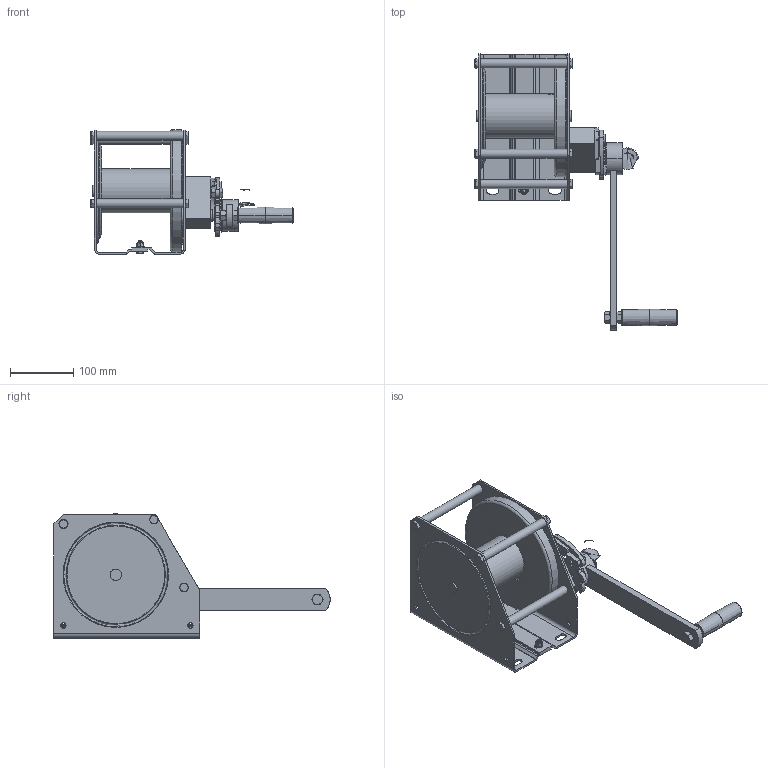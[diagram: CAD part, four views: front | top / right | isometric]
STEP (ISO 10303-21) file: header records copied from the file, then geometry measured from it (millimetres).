
FILE_DESCRIPTION(('STEP AP214'),'1');
FILE_NAME('PMH Vinsch BV650.stp','2013-06-19T14:34:50',(' '),(' '),'Spatial InterOp 3D',' ',' ');
FILE_SCHEMA(('automotive_design'));
Length unit declared in the file: millimetre
Products named in the file (209): PMH Vinsch BV650; 1; 2
Assembly tree (208 placements, depth 2):
  PMH Vinsch BV650
    1
    2
    2
    2
    2
    2
    2
    2
    2
    2
    2
    2
    2
    2
    2
    2
    2
    2
    2
    2
    2
    2
    2
    2
    2
    2
    2
    2
    2
    2
    2
    2
    2
    2
    2
    2
    2
    2
    2
    2
    2
    2
    2
    2
    2
    2
    2
    2
    2
    2
    2
    2
    2
    2
    2
    2
    2
    2
    2
Bounding box: 318.23 x 434.98 x 196 mm (x, y, z)
Volume: 1287208.8 mm3; surface area: 476031.6 mm2
Topology: 1 solids, 223 shells, 950 faces, 2900 edges, 2206 vertices
Faces by surface type: cylinder 379, plane 282, cone 201, bspline 50, torus 32, sphere 4, extrusion 2
Full cylindrical faces by diameter (mm): 6 x4, 6.4 x2, 6.8 x6, 7 x2, 8 x6, 8.5 x10, 12 x3, 14 x5, 15 x1, 16 x1, 17.8 x2, 18 x2, 18.5 x1, 19 x1, 22 x1, 22.2 x1, 23 x2, 30 x2, 31.5 x2, 36 x2, 70 x1, 81 x1, 188 x1, 192 x1
Entity records: 60842 total; most frequent: CARTESIAN_POINT 25514, ORIENTED_EDGE 4526, DIRECTION 4431, EDGE_CURVE 2767, VERTEX_POINT 2180, AXIS2_PLACEMENT_3D 1911, B_SPLINE_CURVE_WITH_KNOTS 1333, EDGE_LOOP 1138
